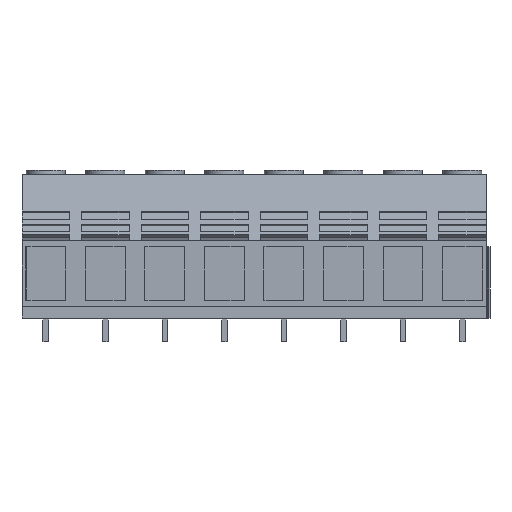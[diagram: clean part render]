
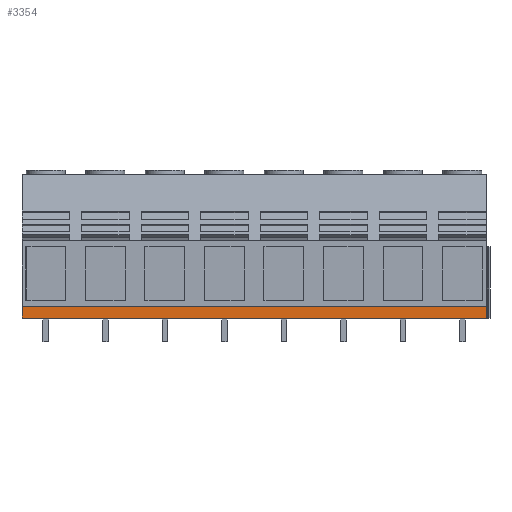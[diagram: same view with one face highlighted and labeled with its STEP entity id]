
A CAD part, front view. The second image highlights one B-rep face of the part: STEP entity #3354.
In plain terms, the highlighted planar face has unit normal (0, -1, 0).
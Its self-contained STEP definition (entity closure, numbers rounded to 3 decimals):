
#3334=AXIS2_PLACEMENT_3D('Plane Axis2P3D',#3331,#3332,#3333) ;
#677=CARTESIAN_POINT('Vertex',(0.,2.84,5.)) ;
#680=CARTESIAN_POINT('Line Origine',(0.,2.84,6.25)) ;
#684=CARTESIAN_POINT('Vertex',(0.,2.84,7.5)) ;
#1643=CARTESIAN_POINT('Vertex',(99.06,2.84,5.)) ;
#1646=CARTESIAN_POINT('Line Origine',(49.53,2.84,5.)) ;
#3331=CARTESIAN_POINT('Axis2P3D Location',(50.8,2.84,7.5)) ;
#3336=CARTESIAN_POINT('Line Origine',(99.06,2.84,6.25)) ;
#3340=CARTESIAN_POINT('Vertex',(99.06,2.84,7.5)) ;
#3343=CARTESIAN_POINT('Line Origine',(49.53,2.84,7.5)) ;
#681=DIRECTION('Vector Direction',(0.,0.,-1.)) ;
#1647=DIRECTION('Vector Direction',(1.,0.,0.)) ;
#3332=DIRECTION('Axis2P3D Direction',(0.,-1.,0.)) ;
#3333=DIRECTION('Axis2P3D XDirection',(0.,0.,-1.)) ;
#3337=DIRECTION('Vector Direction',(0.,0.,-1.)) ;
#3344=DIRECTION('Vector Direction',(1.,0.,0.)) ;
#682=VECTOR('Line Direction',#681,1.) ;
#1648=VECTOR('Line Direction',#1647,1.) ;
#3338=VECTOR('Line Direction',#3337,1.) ;
#3345=VECTOR('Line Direction',#3344,1.) ;
#3349=ORIENTED_EDGE('',*,*,#1650,.T.) ;
#3350=ORIENTED_EDGE('',*,*,#3342,.T.) ;
#3351=ORIENTED_EDGE('',*,*,#3347,.F.) ;
#3352=ORIENTED_EDGE('',*,*,#686,.F.) ;
#3354=ADVANCED_FACE('HOUSING',(#3353),#3335,.T.) ;
#686=EDGE_CURVE('',#678,#685,#683,.F.) ;
#1650=EDGE_CURVE('',#678,#1644,#1649,.T.) ;
#3342=EDGE_CURVE('',#1644,#3341,#3339,.F.) ;
#3347=EDGE_CURVE('',#685,#3341,#3346,.T.) ;
#3348=EDGE_LOOP('',(#3349,#3350,#3351,#3352)) ;
#3353=FACE_OUTER_BOUND('',#3348,.T.) ;
#683=LINE('Line',#680,#682) ;
#1649=LINE('Line',#1646,#1648) ;
#3339=LINE('Line',#3336,#3338) ;
#3346=LINE('Line',#3343,#3345) ;
#3335=PLANE('',#3334) ;
#678=VERTEX_POINT('',#677) ;
#685=VERTEX_POINT('',#684) ;
#1644=VERTEX_POINT('',#1643) ;
#3341=VERTEX_POINT('',#3340) ;
